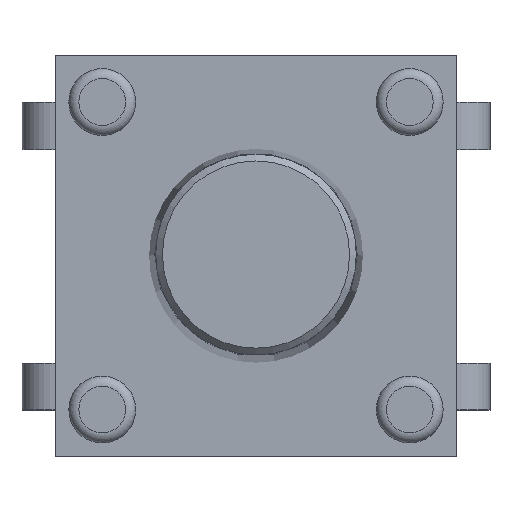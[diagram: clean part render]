
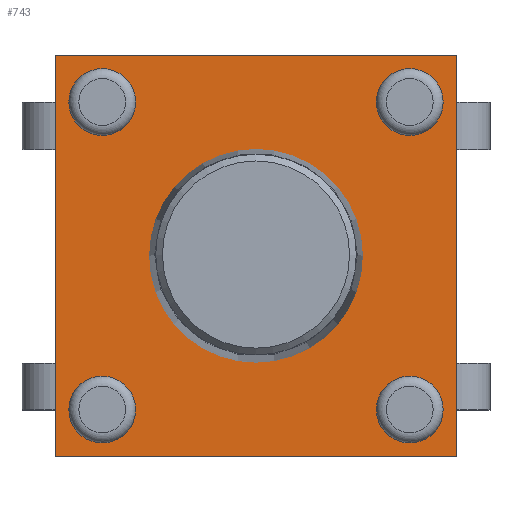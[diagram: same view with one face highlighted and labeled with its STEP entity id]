
A CAD part, top view. The second image highlights one B-rep face of the part: STEP entity #743.
In plain terms, the highlighted planar face has unit normal (0, 0, 1).
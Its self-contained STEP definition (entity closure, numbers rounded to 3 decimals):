
#91=FACE_OUTER_BOUND('',#147,.T.);
#147=EDGE_LOOP('',(#543,#544,#545,#546));
#205=LINE('',#1181,#275);
#208=LINE('',#1187,#278);
#211=LINE('',#1193,#281);
#214=LINE('',#1197,#284);
#275=VECTOR('',#941,10.);
#278=VECTOR('',#946,10.);
#281=VECTOR('',#951,10.);
#284=VECTOR('',#956,10.);
#343=VERTEX_POINT('',#1178);
#344=VERTEX_POINT('',#1180);
#346=VERTEX_POINT('',#1186);
#348=VERTEX_POINT('',#1192);
#413=EDGE_CURVE('',#344,#343,#205,.T.);
#416=EDGE_CURVE('',#346,#344,#208,.T.);
#419=EDGE_CURVE('',#348,#346,#211,.T.);
#422=EDGE_CURVE('',#343,#348,#214,.T.);
#543=ORIENTED_EDGE('',*,*,#422,.T.);
#544=ORIENTED_EDGE('',*,*,#419,.T.);
#545=ORIENTED_EDGE('',*,*,#416,.T.);
#546=ORIENTED_EDGE('',*,*,#413,.T.);
#699=PLANE('',#827);
#743=ADVANCED_FACE('',(#91),#699,.T.);
#827=AXIS2_PLACEMENT_3D('',#1198,#957,#958);
#941=DIRECTION('',(0.,-1.,0.));
#946=DIRECTION('',(-1.,0.,0.));
#951=DIRECTION('',(0.,1.,0.));
#956=DIRECTION('',(1.,0.,0.));
#957=DIRECTION('center_axis',(0.,0.,1.));
#958=DIRECTION('ref_axis',(1.,0.,0.));
#1178=CARTESIAN_POINT('',(-3.,-3.,3.5));
#1180=CARTESIAN_POINT('',(-3.,3.,3.5));
#1181=CARTESIAN_POINT('',(-3.,-3.,3.5));
#1186=CARTESIAN_POINT('',(3.,3.,3.5));
#1187=CARTESIAN_POINT('',(-3.,3.,3.5));
#1192=CARTESIAN_POINT('',(3.,-3.,3.5));
#1193=CARTESIAN_POINT('',(3.,3.,3.5));
#1197=CARTESIAN_POINT('',(3.,-3.,3.5));
#1198=CARTESIAN_POINT('Origin',(0.,0.,
3.5));
